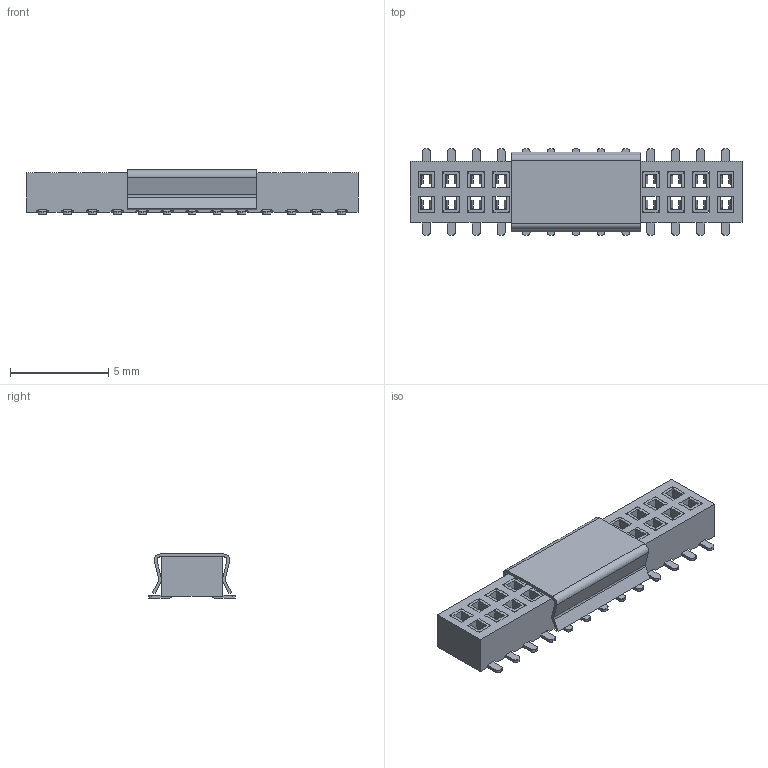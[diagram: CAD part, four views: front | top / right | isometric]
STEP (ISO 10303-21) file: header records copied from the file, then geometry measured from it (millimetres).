
FILE_DESCRIPTION(/* description */ ('Unknown'),/* implementation_level */ '2;1');
FILE_NAME(/* name */ '623326235321',/* time_stamp */ '2017-03-20T11:49:32+01:00',/* author */ ('Unknown'),/* organization */ ('Unknown'),/* preprocessor_version */ 'ST-DEVELOPER v16.7',/* originating_system */ 'DEX',/* authorisation */ $);
FILE_SCHEMA (('AUTOMOTIVE_DESIGN {1 0 10303 214 3 1 1}'));
Length unit declared in the file: millimetre
Products named in the file (4): 6233xx235321; 623026235321; 6233xx235321_PAD
Assembly tree (28 placements, depth 2):
  6233xx235321
    623026235321
    6233xx235321  x26
    6233xx235321_PAD
Bounding box: 16.91 x 4.4 x 2.25 mm (x, y, z)
Volume: 84.7 mm3; surface area: 631.1 mm2
Topology: 28 solids, 28 shells, 1952 faces, 5454 edges, 3532 vertices
Faces by surface type: plane 1216, cylinder 736
Entity records: 13206 total; most frequent: CARTESIAN_POINT 2365, ORIENTED_EDGE 2308, DIRECTION 2062, EDGE_CURVE 1154, LINE 1076, VECTOR 1076, VERTEX_POINT 732, AXIS2_PLACEMENT_3D 493
